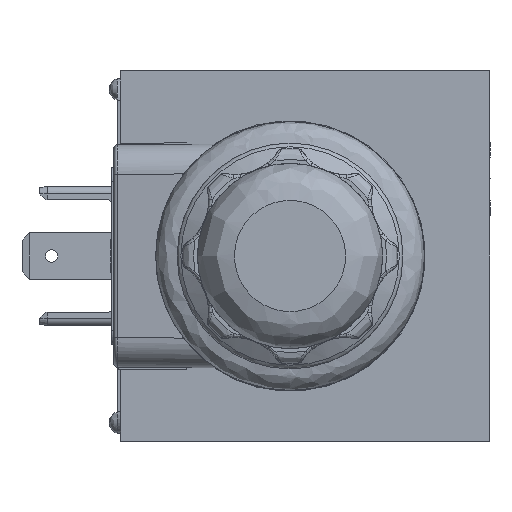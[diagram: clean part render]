
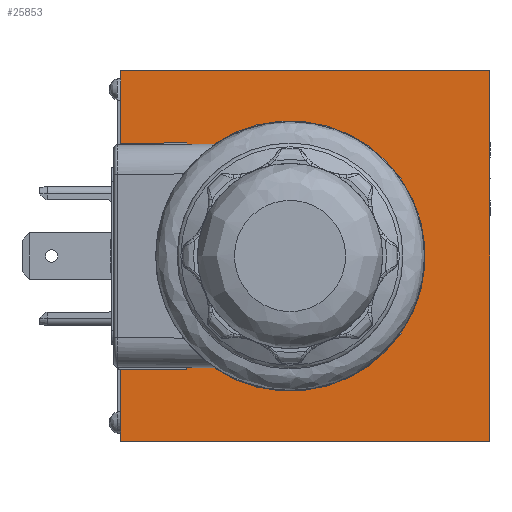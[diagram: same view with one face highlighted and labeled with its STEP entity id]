
A CAD part, left-side view. The second image highlights one B-rep face of the part: STEP entity #25853.
In plain terms, the highlighted planar face has unit normal (-1, 0, 0).
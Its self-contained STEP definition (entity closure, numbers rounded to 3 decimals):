
#792 = VERTEX_POINT ( 'NONE', #5066 ) ;
#909 = EDGE_CURVE ( 'NONE', #23977, #23167, #16807, .T. ) ;
#1389 = CARTESIAN_POINT ( 'NONE',  ( 0., 37.222, -15.118 ) ) ;
#1425 = ORIENTED_EDGE ( 'NONE', *, *, #27002, .F. ) ;
#3326 = VECTOR ( 'NONE', #14233, 1000. ) ;
#3833 = ORIENTED_EDGE ( 'NONE', *, *, #17012, .F. ) ;
#3881 = CARTESIAN_POINT ( 'NONE',  ( 0., 27., 0. ) ) ;
#5066 = CARTESIAN_POINT ( 'NONE',  ( 0., 0., 25. ) ) ;
#5166 = ORIENTED_EDGE ( 'NONE', *, *, #29332, .F. ) ;
#5257 = CIRCLE ( 'NONE', #19708, 18.25 ) ;
#6000 = CARTESIAN_POINT ( 'NONE',  ( 0., 49.85, -25. ) ) ;
#6147 = AXIS2_PLACEMENT_3D ( 'NONE', #29674, #10466, #22493 ) ;
#6426 = DIRECTION ( 'NONE',  ( -1., 0., 0. ) ) ;
#7742 = DIRECTION ( 'NONE',  ( 0., 0., 1. ) ) ;
#7881 = ORIENTED_EDGE ( 'NONE', *, *, #909, .F. ) ;
#8380 = LINE ( 'NONE', #6000, #26337 ) ;
#8454 = VECTOR ( 'NONE', #14376, 1000. ) ;
#9013 = VECTOR ( 'NONE', #20942, 1000. ) ;
#9137 = CARTESIAN_POINT ( 'NONE',  ( 0., 37.222, 15.118 ) ) ;
#10466 = DIRECTION ( 'NONE',  ( 1., 0., 0. ) ) ;
#10817 = VECTOR ( 'NONE', #19941, 1000. ) ;
#11097 = CARTESIAN_POINT ( 'NONE',  ( 0., 49.85, -15.008 ) ) ;
#12972 = PLANE ( 'NONE',  #6147 ) ;
#13274 = VECTOR ( 'NONE', #18985, 1000. ) ;
#13940 = LINE ( 'NONE', #26091, #9013 ) ;
#14233 = DIRECTION ( 'NONE',  ( 0., -1., -0.009 ) ) ;
#14376 = DIRECTION ( 'NONE',  ( 0., 1., 0. ) ) ;
#15153 = FACE_OUTER_BOUND ( 'NONE', #25350, .T. ) ;
#15192 = VECTOR ( 'NONE', #16361, 1000. ) ;
#16361 = DIRECTION ( 'NONE',  ( 0., 0., -1. ) ) ;
#16807 = LINE ( 'NONE', #26276, #13274 ) ;
#17012 = EDGE_CURVE ( 'NONE', #792, #29006, #21032, .T. ) ;
#17635 = VERTEX_POINT ( 'NONE', #9137 ) ;
#17927 = LINE ( 'NONE', #29624, #10817 ) ;
#18354 = ORIENTED_EDGE ( 'NONE', *, *, #20160, .F. ) ;
#18985 = DIRECTION ( 'NONE',  ( 0., 0., 1. ) ) ;
#19708 = AXIS2_PLACEMENT_3D ( 'NONE', #3881, #6426, #24818 ) ;
#19941 = DIRECTION ( 'NONE',  ( 0., -1., 0. ) ) ;
#20160 = EDGE_CURVE ( 'NONE', #23167, #792, #17927, .T. ) ;
#20471 = VERTEX_POINT ( 'NONE', #1389 ) ;
#20769 = LINE ( 'NONE', #23284, #3326 ) ;
#20942 = DIRECTION ( 'NONE',  ( 0., 1., -0.009 ) ) ;
#21032 = LINE ( 'NONE', #23227, #15192 ) ;
#21205 = ORIENTED_EDGE ( 'NONE', *, *, #22839, .F. ) ;
#21529 = CARTESIAN_POINT ( 'NONE',  ( 0., 49.85, -25. ) ) ;
#22177 = EDGE_CURVE ( 'NONE', #29006, #25704, #30934, .T. ) ;
#22493 = DIRECTION ( 'NONE',  ( 0., 0., -1. ) ) ;
#22839 = EDGE_CURVE ( 'NONE', #17635, #23977, #13940, .T. ) ;
#23167 = VERTEX_POINT ( 'NONE', #24301 ) ;
#23227 = CARTESIAN_POINT ( 'NONE',  ( 0., 0., -25. ) ) ;
#23284 = CARTESIAN_POINT ( 'NONE',  ( 0., 50.8, -15. ) ) ;
#23977 = VERTEX_POINT ( 'NONE', #24177 ) ;
#24177 = CARTESIAN_POINT ( 'NONE',  ( 0., 49.85, 15.008 ) ) ;
#24301 = CARTESIAN_POINT ( 'NONE',  ( 0., 49.85, 25. ) ) ;
#24818 = DIRECTION ( 'NONE',  ( 0., 0., 1. ) ) ;
#25350 = EDGE_LOOP ( 'NONE', ( #21205, #1425, #5166, #30142, #30266, #3833, #18354, #7881 ) ) ;
#25704 = VERTEX_POINT ( 'NONE', #29195 ) ;
#25853 = ADVANCED_FACE ( 'NONE', ( #15153 ), #12972, .F. ) ;
#26091 = CARTESIAN_POINT ( 'NONE',  ( 0., 50.8, 15. ) ) ;
#26276 = CARTESIAN_POINT ( 'NONE',  ( 0., 49.85, -25. ) ) ;
#26337 = VECTOR ( 'NONE', #7742, 1000. ) ;
#26979 = VERTEX_POINT ( 'NONE', #11097 ) ;
#27002 = EDGE_CURVE ( 'NONE', #20471, #17635, #5257, .T. ) ;
#27567 = CARTESIAN_POINT ( 'NONE',  ( 0., 0., -25. ) ) ;
#29006 = VERTEX_POINT ( 'NONE', #27567 ) ;
#29195 = CARTESIAN_POINT ( 'NONE',  ( 0., 49.85, -25. ) ) ;
#29332 = EDGE_CURVE ( 'NONE', #26979, #20471, #20769, .T. ) ;
#29624 = CARTESIAN_POINT ( 'NONE',  ( 0., 49.85, 25. ) ) ;
#29674 = CARTESIAN_POINT ( 'NONE',  ( 0., 49.85, -25. ) ) ;
#30062 = EDGE_CURVE ( 'NONE', #25704, #26979, #8380, .T. ) ;
#30142 = ORIENTED_EDGE ( 'NONE', *, *, #30062, .F. ) ;
#30266 = ORIENTED_EDGE ( 'NONE', *, *, #22177, .F. ) ;
#30934 = LINE ( 'NONE', #21529, #8454 ) ;
